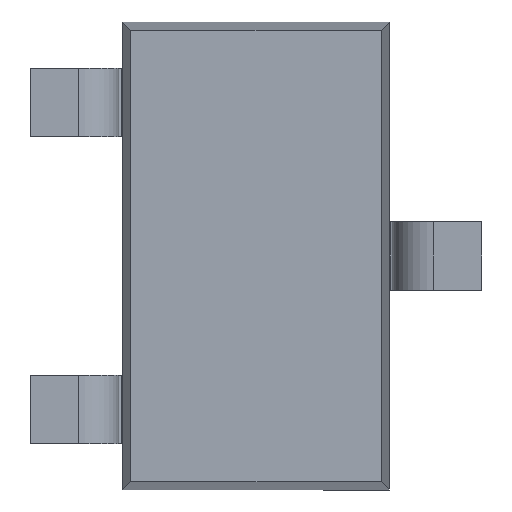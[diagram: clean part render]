
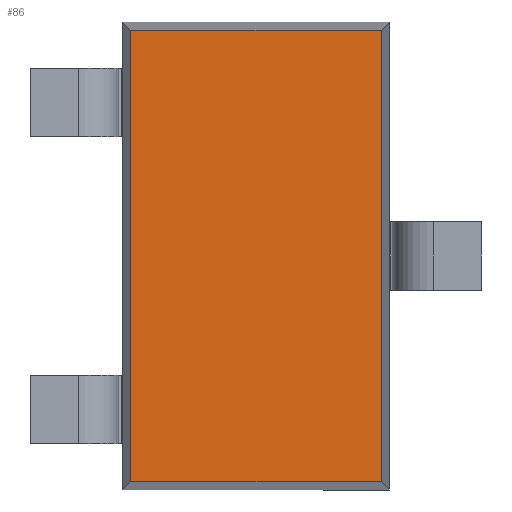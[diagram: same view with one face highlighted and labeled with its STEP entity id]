
A CAD part, front view. The second image highlights one B-rep face of the part: STEP entity #86.
In plain terms, the highlighted planar face has unit normal (0, -1, 0).
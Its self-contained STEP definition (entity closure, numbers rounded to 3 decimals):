
#79 = DIRECTION ( 'NONE',  ( -1., 0., 0. ) ) ;
#86 = ADVANCED_FACE ( 'NONE', ( #414 ), #1634, .T. ) ;
#195 = VECTOR ( 'NONE', #687, 1000. ) ;
#226 = VECTOR ( 'NONE', #704, 1000. ) ;
#271 = ORIENTED_EDGE ( 'NONE', *, *, #973, .T. ) ;
#303 = ORIENTED_EDGE ( 'NONE', *, *, #1741, .T. ) ;
#348 = VECTOR ( 'NONE', #79, 1000. ) ;
#414 = FACE_OUTER_BOUND ( 'NONE', #1447, .T. ) ;
#552 = DIRECTION ( 'NONE',  ( 1., 0., 0. ) ) ;
#565 = CARTESIAN_POINT ( 'NONE',  ( 0., 0.1, 0. ) ) ;
#634 = VECTOR ( 'NONE', #910, 1000. ) ;
#650 = VERTEX_POINT ( 'NONE', #873 ) ;
#656 = ORIENTED_EDGE ( 'NONE', *, *, #1459, .T. ) ;
#665 = CARTESIAN_POINT ( 'NONE',  ( -0.775, 0.1, 1.4 ) ) ;
#687 = DIRECTION ( 'NONE',  ( 1., 0., 0. ) ) ;
#704 = DIRECTION ( 'NONE',  ( 0., 0., -1. ) ) ;
#727 = ORIENTED_EDGE ( 'NONE', *, *, #1104, .T. ) ;
#778 = LINE ( 'NONE', #1450, #348 ) ;
#868 = VERTEX_POINT ( 'NONE', #1027 ) ;
#873 = CARTESIAN_POINT ( 'NONE',  ( -0.775, 0.1, -1.4 ) ) ;
#910 = DIRECTION ( 'NONE',  ( 0., 0., 1. ) ) ;
#973 = EDGE_CURVE ( 'NONE', #1151, #868, #1321, .T. ) ;
#1027 = CARTESIAN_POINT ( 'NONE',  ( 0.775, 0.1, 1.4 ) ) ;
#1057 = CARTESIAN_POINT ( 'NONE',  ( 0.775, 0.1, -1.45 ) ) ;
#1072 = AXIS2_PLACEMENT_3D ( 'NONE', #565, #1103, #552 ) ;
#1077 = CARTESIAN_POINT ( 'NONE',  ( -0.825, 0.1, -1.4 ) ) ;
#1103 = DIRECTION ( 'NONE',  ( 0., -1., 0. ) ) ;
#1104 = EDGE_CURVE ( 'NONE', #868, #1316, #778, .T. ) ;
#1151 = VERTEX_POINT ( 'NONE', #1783 ) ;
#1316 = VERTEX_POINT ( 'NONE', #665 ) ;
#1321 = LINE ( 'NONE', #1057, #634 ) ;
#1447 = EDGE_LOOP ( 'NONE', ( #271, #727, #303, #656 ) ) ;
#1450 = CARTESIAN_POINT ( 'NONE',  ( 0.825, 0.1, 1.4 ) ) ;
#1459 = EDGE_CURVE ( 'NONE', #650, #1151, #1650, .T. ) ;
#1531 = CARTESIAN_POINT ( 'NONE',  ( -0.775, 0.1, 1.45 ) ) ;
#1634 = PLANE ( 'NONE',  #1072 ) ;
#1650 = LINE ( 'NONE', #1077, #195 ) ;
#1668 = LINE ( 'NONE', #1531, #226 ) ;
#1741 = EDGE_CURVE ( 'NONE', #1316, #650, #1668, .T. ) ;
#1783 = CARTESIAN_POINT ( 'NONE',  ( 0.775, 0.1, -1.4 ) ) ;
